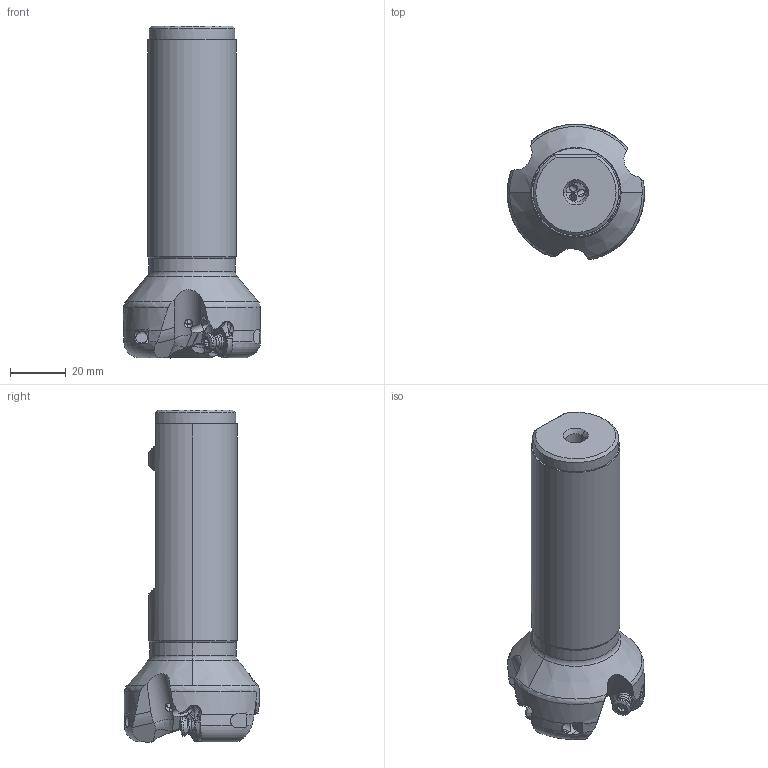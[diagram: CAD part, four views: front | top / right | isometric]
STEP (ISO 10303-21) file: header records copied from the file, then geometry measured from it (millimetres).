
FILE_DESCRIPTION(/* description */ (''),/* implementation_level */ '2;1');
FILE_NAME(/* name */ 'WWX400UR3203FA20M.stp',/* time_stamp */ '2020-04-21T17:34:14+09:00',/* author */ (''),/* organization */ (''),/* preprocessor_version */ 'ST-DEVELOPER v16',/* originating_system */ 'SIEMENS PLM Software NX 10.0',/* authorisation */ '');
FILE_SCHEMA (('AUTOMOTIVE_DESIGN { 1 0 10303 214 3 1 1 1 }'));
Length unit declared in the file: millimetre
Products named in the file (1): WWX400UR3203FA20M_ASM
Bounding box: 49.14 x 48.54 x 118.86 mm (x, y, z)
Volume: 100329.6 mm3; surface area: 19875.9 mm2
Topology: 4 solids, 4 shells, 422 faces, 1195 edges, 773 vertices
Faces by surface type: cylinder 156, plane 93, bspline 54, sphere 45, cone 31, torus 28, extrusion 15
Entity records: 28879 total; most frequent: CARTESIAN_POINT 18599, ORIENTED_EDGE 2346, DIRECTION 1854, EDGE_CURVE 1173, AXIS2_PLACEMENT_3D 787, VERTEX_POINT 767, B_SPLINE_CURVE_WITH_KNOTS 509, EDGE_LOOP 442
